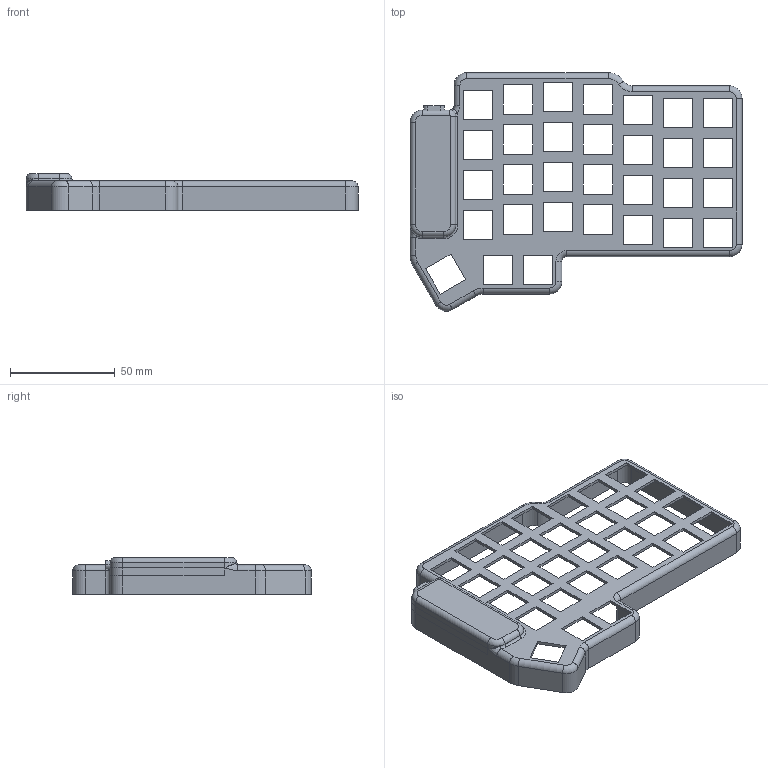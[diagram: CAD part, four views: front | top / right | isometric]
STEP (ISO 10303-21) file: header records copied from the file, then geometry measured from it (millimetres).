
FILE_DESCRIPTION(('FreeCAD Model'),'2;1');
FILE_NAME('Open CASCADE Shape Model','2023-02-12T17:06:45',(''),(''), 'Open CASCADE STEP processor 7.6','FreeCAD','Unknown');
FILE_SCHEMA(('AUTOMOTIVE_DESIGN { 1 0 10303 214 1 1 1 1 }'));
Length unit declared in the file: millimetre
Products named in the file (3): case; Cut; Fillet001
Assembly tree (2 placements, depth 2):
  case
    Cut
    Fillet001
Bounding box: 158.11 x 113.55 x 17.5 mm (x, y, z)
Volume: 20870.4 mm3; surface area: 32748.5 mm2
Topology: 2 solids, 2 shells, 279 faces, 740 edges, 466 vertices
Faces by surface type: plane 169, cylinder 68, torus 34, offset 4, bspline 3, revolution 1
Entity records: 18837 total; most frequent: CARTESIAN_POINT 4781, DIRECTION 2305, ORIENTED_EDGE 1480, PCURVE 1480, DEFINITIONAL_REPRESENTATION 1480, LINE 1365, VECTOR 1365, EDGE_CURVE 740
